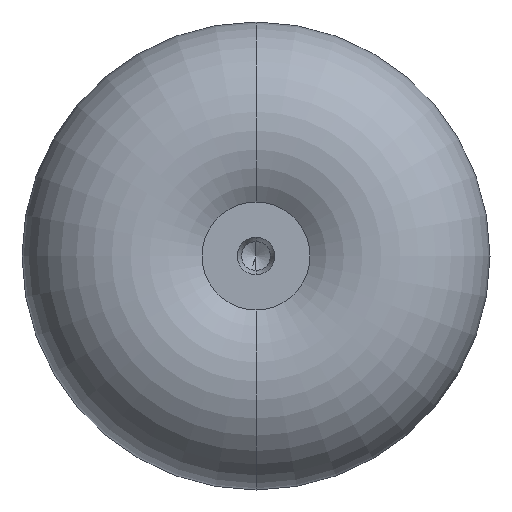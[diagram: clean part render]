
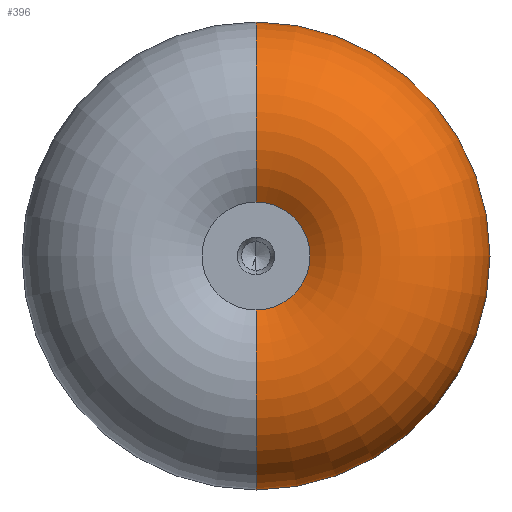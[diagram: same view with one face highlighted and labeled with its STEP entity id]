
A CAD part, front view. The second image highlights one B-rep face of the part: STEP entity #396.
In plain terms, the highlighted toroidal (fillet/blend) face has major radius 6.5 mm and minor radius 6 mm.
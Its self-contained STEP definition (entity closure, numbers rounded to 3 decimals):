
#14 = CIRCLE ( 'NONE', #40, 10.5 ) ;
#32 = AXIS2_PLACEMENT_3D ( 'NONE', #158, #314, #711 ) ;
#40 = AXIS2_PLACEMENT_3D ( 'NONE', #136, #585, #406 ) ;
#46 = EDGE_CURVE ( 'NONE', #453, #346, #98, .T. ) ;
#62 = ORIENTED_EDGE ( 'NONE', *, *, #712, .T. ) ;
#72 = ORIENTED_EDGE ( 'NONE', *, *, #329, .F. ) ;
#74 = CARTESIAN_POINT ( 'NONE',  ( 0., 1.212, 2.884 ) ) ;
#77 = CARTESIAN_POINT ( 'NONE',  ( 0., 6., 0. ) ) ;
#91 = DIRECTION ( 'NONE',  ( 1., 0., 0. ) ) ;
#98 = CIRCLE ( 'NONE', #32, 2.884 ) ;
#117 = ORIENTED_EDGE ( 'NONE', *, *, #46, .F. ) ;
#136 = CARTESIAN_POINT ( 'NONE',  ( 0., 10.472, 0. ) ) ;
#158 = CARTESIAN_POINT ( 'NONE',  ( 0., 1.212, 0. ) ) ;
#196 = TOROIDAL_SURFACE ( 'NONE', #625, 6.5, 6. ) ;
#198 = CARTESIAN_POINT ( 'NONE',  ( 0., 10.472, 10.5 ) ) ;
#232 = DIRECTION ( 'NONE',  ( -1., 0., 0. ) ) ;
#298 = CARTESIAN_POINT ( 'NONE',  ( 0., 6., -6.5 ) ) ;
#314 = DIRECTION ( 'NONE',  ( 0., -1., 0. ) ) ;
#329 = EDGE_CURVE ( 'NONE', #346, #543, #463, .T. ) ;
#332 = FACE_OUTER_BOUND ( 'NONE', #375, .T. ) ;
#341 = CARTESIAN_POINT ( 'NONE',  ( 0., 6., 6.5 ) ) ;
#346 = VERTEX_POINT ( 'NONE', #74 ) ;
#361 = ORIENTED_EDGE ( 'NONE', *, *, #439, .F. ) ;
#375 = EDGE_LOOP ( 'NONE', ( #117, #62, #361, #72 ) ) ;
#396 = ADVANCED_FACE ( 'NONE', ( #332 ), #196, .T. ) ;
#406 = DIRECTION ( 'NONE',  ( 0., 0., -1. ) ) ;
#439 = EDGE_CURVE ( 'NONE', #543, #482, #14, .T. ) ;
#448 = DIRECTION ( 'NONE',  ( 0., 1., 0. ) ) ;
#449 = DIRECTION ( 'NONE',  ( 0., 0., 1. ) ) ;
#453 = VERTEX_POINT ( 'NONE', #694 ) ;
#463 = CIRCLE ( 'NONE', #487, 6. ) ;
#480 = CIRCLE ( 'NONE', #483, 6. ) ;
#482 = VERTEX_POINT ( 'NONE', #631 ) ;
#483 = AXIS2_PLACEMENT_3D ( 'NONE', #298, #91, #689 ) ;
#487 = AXIS2_PLACEMENT_3D ( 'NONE', #341, #232, #449 ) ;
#543 = VERTEX_POINT ( 'NONE', #198 ) ;
#585 = DIRECTION ( 'NONE',  ( 0., 1., 0. ) ) ;
#625 = AXIS2_PLACEMENT_3D ( 'NONE', #77, #448, #626 ) ;
#626 = DIRECTION ( 'NONE',  ( 0., 0., 1. ) ) ;
#631 = CARTESIAN_POINT ( 'NONE',  ( 0., 10.472, -10.5 ) ) ;
#689 = DIRECTION ( 'NONE',  ( 0., 0., -1. ) ) ;
#694 = CARTESIAN_POINT ( 'NONE',  ( 0., 1.212, -2.884 ) ) ;
#711 = DIRECTION ( 'NONE',  ( 0., 0., 1. ) ) ;
#712 = EDGE_CURVE ( 'NONE', #453, #482, #480, .T. ) ;
